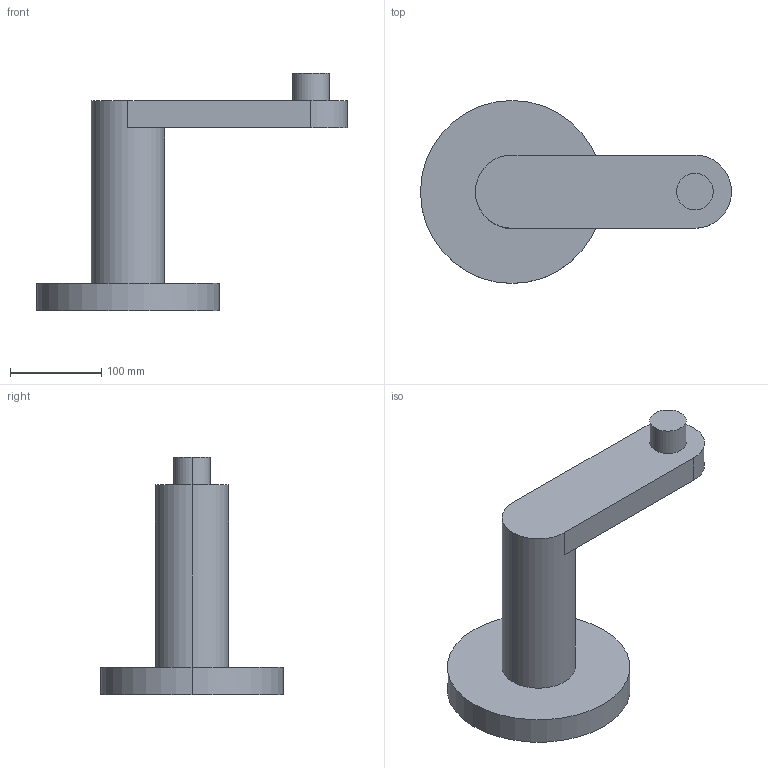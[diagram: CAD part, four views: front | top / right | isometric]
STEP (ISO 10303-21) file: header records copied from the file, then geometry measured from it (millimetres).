
FILE_DESCRIPTION (( 'STEP AP203' ), '1' );
FILE_NAME ('base_mp_Default_sldprt.STEP', '2023-12-04T04:01:50', ( '' ), ( '' ), 'SwSTEP 2.0', 'SolidWorks 2022', '' );
FILE_SCHEMA (( 'CONFIG_CONTROL_DESIGN' ));
Length unit declared in the file: millimetre
Products named in the file (1): base_mp_Default_sldprt
Bounding box: 340 x 200 x 260 mm (x, y, z)
Volume: 2465486.6 mm3; surface area: 179716.8 mm2
Topology: 1 solids, 1 shells, 14 faces, 30 edges, 20 vertices
Faces by surface type: cylinder 7, plane 7
Entity records: 467 total; most frequent: DIRECTION 76, CARTESIAN_POINT 65, ORIENTED_EDGE 60, AXIS2_PLACEMENT_3D 31, EDGE_CURVE 30, VERTEX_POINT 20, EDGE_LOOP 16, CIRCLE 16
